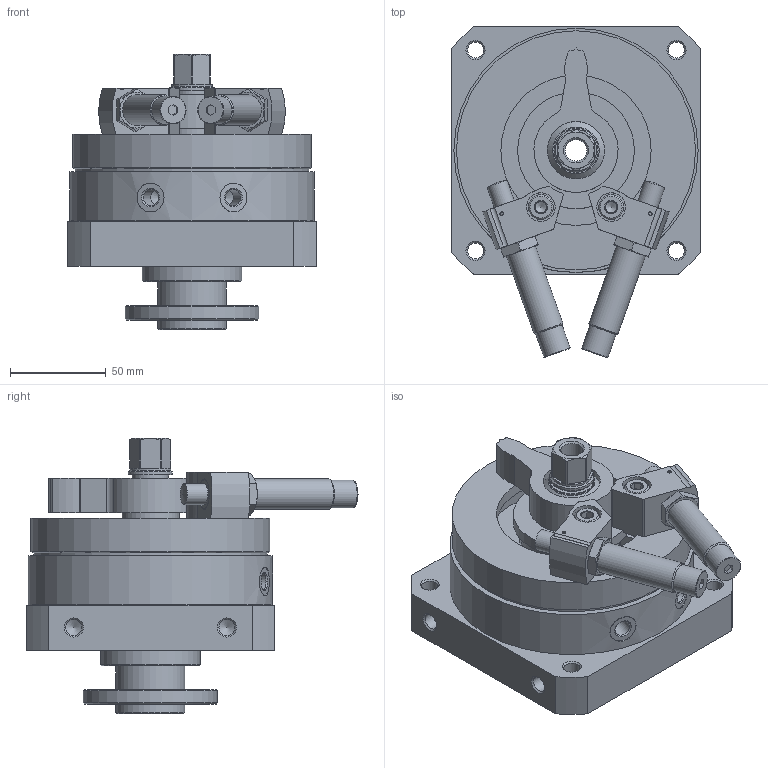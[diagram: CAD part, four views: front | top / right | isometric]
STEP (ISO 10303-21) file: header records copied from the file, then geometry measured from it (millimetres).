
FILE_DESCRIPTION(/* description */ ('STEP AP214'),/* implementation_level */ '2;1');
FILE_NAME(/* name */ '547589_DSM-40-270-CC-FW-A-B',/* time_stamp */ '2024-08-21T18:43:52+02:00',/* author */ ('License CC BY-ND 4.0'),/* organization */ ('CADENAS'),/* preprocessor_version */ 'ST-DEVELOPER v19.3',/* originating_system */ 'PARTsolutions',/* authorisation */ ' ');
FILE_SCHEMA (('AUTOMOTIVE_DESIGN {1 0 10303 214 3 1 1}'));
Length unit declared in the file: millimetre
Products named in the file (9): 547589 DSM-40-270-CC-FW-A-B--(0); 547589 DSM-40-270-CC-FW-A-B_G---(B); 704067 DSM-40-BR---(HZ); 548014 DYSC-12-12-Y1F---(SD_0); 342623 DSM-40_NS; DIN-912 - M8x30(F); 348988 SPZ-25-P-A M16X1-5-19; 704066 DSM-40-BL---(HZ); 547589 DSM-40-270-CC-FW-A-B_K---(B)
Assembly tree (12 placements, depth 2):
  547589 DSM-40-270-CC-FW-A-B--(0)
    547589 DSM-40-270-CC-FW-A-B_G---(B)
    704067 DSM-40-BR---(HZ)
    548014 DYSC-12-12-Y1F---(SD_0)  x2
    342623 DSM-40_NS  x2
    DIN-912 - M8x30(F)  x2
    348988 SPZ-25-P-A M16X1-5-19  x2
    704066 DSM-40-BL---(HZ)
    547589 DSM-40-270-CC-FW-A-B_K---(B)
Bounding box: 130 x 173.5 x 143.8 mm (x, y, z)
Volume: 1003576.6 mm3; surface area: 169824 mm2
Topology: 12 solids, 12 shells, 379 faces, 858 edges, 532 vertices
Faces by surface type: plane 153, cylinder 117, cone 105, torus 2, sphere 2
Full cylindrical faces by diameter (mm): 1.567 x2, 6 x2, 6.647 x6, 8 x2, 8.376 x10, 8.566 x2, 9 x6, 11 x4, 11.445 x1, 13 x2, 14.5 x2, 14.917 x4, 15 x4, 16 x2, 19 x1, 21.5 x1, 23 x2, 30 x3, 36 x2, 52 x1, 53 x1, 61 x1, 70 x1, 78.5 x1, 90 x1, 102 x1, 122 x1, 125 x1, 127.65 x1
Entity records: 8146 total; most frequent: CARTESIAN_POINT 1444, DIRECTION 1437, ORIENTED_EDGE 1074, AXIS2_PLACEMENT_3D 620, EDGE_CURVE 537, FACE_BOUND 514, EDGE_LOOP 505, VERTEX_POINT 417
